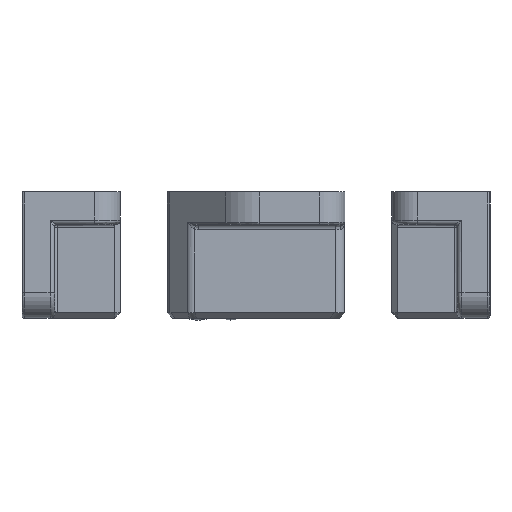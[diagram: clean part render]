
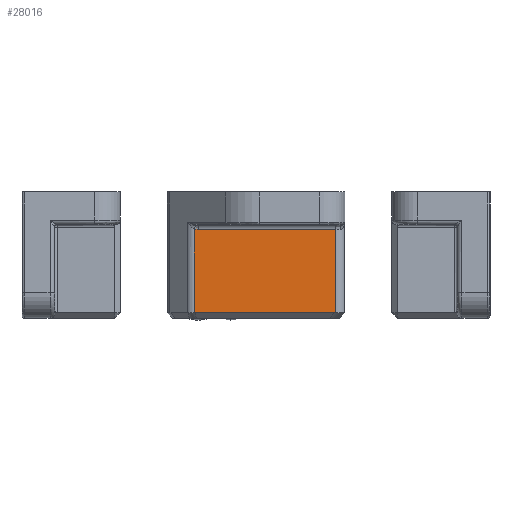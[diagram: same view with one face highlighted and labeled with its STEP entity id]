
A CAD part, left-side view. The second image highlights one B-rep face of the part: STEP entity #28016.
In plain terms, the highlighted face is planar.
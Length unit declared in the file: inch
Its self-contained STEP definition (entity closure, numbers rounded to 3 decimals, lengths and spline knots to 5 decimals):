
#445 = DIRECTION ( 'NONE',  ( 0., 1., 0. ) ) ;
#948 = CARTESIAN_POINT ( 'NONE',  ( -1.01575, 1.08268, 3.32677 ) ) ;
#1377 = EDGE_CURVE ( 'NONE', #42296, #49328, #8228, .T. ) ;
#2120 = CARTESIAN_POINT ( 'NONE',  ( -1.01572, -0.13619, 3.32677 ) ) ;
#2199 = VECTOR ( 'NONE', #34380, 39.37008 ) ;
#3025 = LINE ( 'NONE', #34923, #49134 ) ;
#3565 = AXIS2_PLACEMENT_3D ( 'NONE', #30649, #22047, #34311 ) ;
#5194 = LINE ( 'NONE', #5703, #32041 ) ;
#5618 = CARTESIAN_POINT ( 'NONE',  ( -0.31496, 1.01547, 3.32677 ) ) ;
#5703 = CARTESIAN_POINT ( 'NONE',  ( -0.31496, 1.27953, 3.32677 ) ) ;
#6181 = CARTESIAN_POINT ( 'NONE',  ( -0.31496, -0.1378, 3.32677 ) ) ;
#6583 = PLANE ( 'NONE',  #3565 ) ;
#7252 = EDGE_CURVE ( 'NONE', #21718, #42296, #12083, .T. ) ;
#7389 = EDGE_CURVE ( 'NONE', #51514, #28054, #8877, .T. ) ;
#8228 = B_SPLINE_CURVE_WITH_KNOTS ( 'NONE', 3,
 ( #12339, #28042, #32476, #24647 ),
 .UNSPECIFIED., .F., .F.,
 ( 4, 4 ),
 ( 0., 1. ),
 .UNSPECIFIED. ) ;
#8804 = LINE ( 'NONE', #948, #26152 ) ;
#8877 =( BOUNDED_CURVE ( )  B_SPLINE_CURVE ( 3, ( #46516, #2120, #25898, #45749 ),
 .UNSPECIFIED., .F., .F. ) 
 B_SPLINE_CURVE_WITH_KNOTS ( ( 4, 4 ),
 ( 5.72687, 5.75959 ),
 .UNSPECIFIED. ) 
 CURVE ( )  GEOMETRIC_REPRESENTATION_ITEM ( )  RATIONAL_B_SPLINE_CURVE ( ( 1., 1., 1., 1. ) ) 
 REPRESENTATION_ITEM ( '' )  );
#8926 = CARTESIAN_POINT ( 'NONE',  ( -1.01575, 1.04874, 3.32677 ) ) ;
#9630 = EDGE_LOOP ( 'NONE', ( #23700, #32826, #35768, #32560, #12451, #17281, #34229 ) ) ;
#11768 = CARTESIAN_POINT ( 'NONE',  ( -1.01566, -0.1378, 3.32677 ) ) ;
#12083 = LINE ( 'NONE', #27763, #2199 ) ;
#12339 = CARTESIAN_POINT ( 'NONE',  ( -0.30966, 1.05006, 3.32677 ) ) ;
#12451 = ORIENTED_EDGE ( 'NONE', *, *, #20635, .T. ) ;
#14289 =( BOUNDED_CURVE ( )  B_SPLINE_CURVE ( 3, ( #48395, #8926, #44201, #21212 ),
 .UNSPECIFIED., .F., .F. ) 
 B_SPLINE_CURVE_WITH_KNOTS ( ( 4, 4 ),
 ( 0.27401, 0.29005 ),
 .UNSPECIFIED. ) 
 CURVE ( )  GEOMETRIC_REPRESENTATION_ITEM ( )  RATIONAL_B_SPLINE_CURVE ( ( 1., 1., 1., 1. ) ) 
 REPRESENTATION_ITEM ( '' )  );
#16592 = EDGE_CURVE ( 'NONE', #32435, #21718, #14289, .T. ) ;
#17281 = ORIENTED_EDGE ( 'NONE', *, *, #1377, .F. ) ;
#18243 = DIRECTION ( 'NONE',  ( 0., 1., 0. ) ) ;
#20635 = EDGE_CURVE ( 'NONE', #51709, #49328, #5194, .T. ) ;
#21212 = CARTESIAN_POINT ( 'NONE',  ( -1.01573, 1.05006, 3.32677 ) ) ;
#21718 = VERTEX_POINT ( 'NONE', #50986 ) ;
#22047 = DIRECTION ( 'NONE',  ( 0., 0., -1. ) ) ;
#22579 = CARTESIAN_POINT ( 'NONE',  ( -0.30966, 1.05006, 3.32677 ) ) ;
#23700 = ORIENTED_EDGE ( 'NONE', *, *, #16592, .F. ) ;
#24647 = CARTESIAN_POINT ( 'NONE',  ( -0.31496, 1.01547, 3.32677 ) ) ;
#25898 = CARTESIAN_POINT ( 'NONE',  ( -1.01575, -0.1346, 3.32677 ) ) ;
#26152 = VECTOR ( 'NONE', #445, 39.37008 ) ;
#27763 = CARTESIAN_POINT ( 'NONE',  ( 1.61573, 1.05006, 3.32677 ) ) ;
#28016 = ADVANCED_FACE ( 'NONE', ( #38990 ), #6583, .F. ) ;
#28042 = CARTESIAN_POINT ( 'NONE',  ( -0.31314, 1.03924, 3.32677 ) ) ;
#28054 = VERTEX_POINT ( 'NONE', #42389 ) ;
#30649 = CARTESIAN_POINT ( 'NONE',  ( 1.61573, 1.08268, 3.32677 ) ) ;
#31527 = DIRECTION ( 'NONE',  ( -1., 0., 0. ) ) ;
#32041 = VECTOR ( 'NONE', #18243, 39.37008 ) ;
#32435 = VERTEX_POINT ( 'NONE', #43459 ) ;
#32476 = CARTESIAN_POINT ( 'NONE',  ( -0.31496, 1.02736, 3.32677 ) ) ;
#32560 = ORIENTED_EDGE ( 'NONE', *, *, #33451, .F. ) ;
#32826 = ORIENTED_EDGE ( 'NONE', *, *, #50411, .F. ) ;
#33451 = EDGE_CURVE ( 'NONE', #51709, #51514, #3025, .T. ) ;
#34229 = ORIENTED_EDGE ( 'NONE', *, *, #7252, .F. ) ;
#34311 = DIRECTION ( 'NONE',  ( 0., -1., 0. ) ) ;
#34380 = DIRECTION ( 'NONE',  ( 1., 0., 0. ) ) ;
#34923 = CARTESIAN_POINT ( 'NONE',  ( -1.06299, -0.1378, 3.32677 ) ) ;
#35768 = ORIENTED_EDGE ( 'NONE', *, *, #7389, .F. ) ;
#38990 = FACE_OUTER_BOUND ( 'NONE', #9630, .T. ) ;
#42296 = VERTEX_POINT ( 'NONE', #22579 ) ;
#42389 = CARTESIAN_POINT ( 'NONE',  ( -1.01575, -0.13302, 3.32677 ) ) ;
#43459 = CARTESIAN_POINT ( 'NONE',  ( -1.01575, 1.04808, 3.32677 ) ) ;
#44201 = CARTESIAN_POINT ( 'NONE',  ( -1.01574, 1.0494, 3.32677 ) ) ;
#45749 = CARTESIAN_POINT ( 'NONE',  ( -1.01575, -0.13302, 3.32677 ) ) ;
#46516 = CARTESIAN_POINT ( 'NONE',  ( -1.01566, -0.1378, 3.32677 ) ) ;
#48395 = CARTESIAN_POINT ( 'NONE',  ( -1.01575, 1.04808, 3.32677 ) ) ;
#49134 = VECTOR ( 'NONE', #31527, 39.37008 ) ;
#49328 = VERTEX_POINT ( 'NONE', #5618 ) ;
#50411 = EDGE_CURVE ( 'NONE', #28054, #32435, #8804, .T. ) ;
#50986 = CARTESIAN_POINT ( 'NONE',  ( -1.01573, 1.05006, 3.32677 ) ) ;
#51514 = VERTEX_POINT ( 'NONE', #11768 ) ;
#51709 = VERTEX_POINT ( 'NONE', #6181 ) ;
